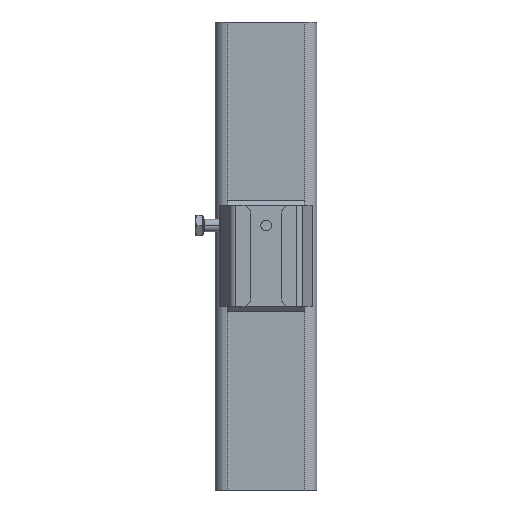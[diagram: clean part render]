
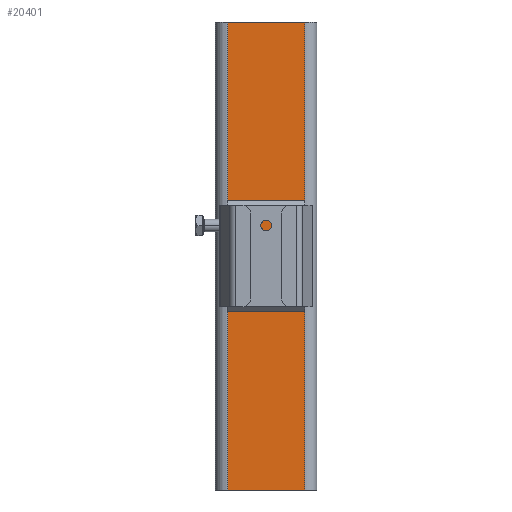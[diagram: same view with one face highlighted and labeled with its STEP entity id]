
A CAD part, front view. The second image highlights one B-rep face of the part: STEP entity #20401.
In plain terms, the highlighted planar face has unit normal (0, -1, 0).
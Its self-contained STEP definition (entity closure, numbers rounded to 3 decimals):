
#13 = DIRECTION ( 'NONE',  ( -1., 0., 0. ) ) ;
#533 = DIRECTION ( 'NONE',  ( 0., 1., 0. ) ) ;
#2247 = CARTESIAN_POINT ( 'NONE',  ( 0., -60., -300. ) ) ;
#3751 = ORIENTED_EDGE ( 'NONE', *, *, #7476, .F. ) ;
#4956 = AXIS2_PLACEMENT_3D ( 'NONE', #17484, #533, #13 ) ;
#5018 = CARTESIAN_POINT ( 'NONE',  ( 0., -60., 0. ) ) ;
#5217 = FACE_OUTER_BOUND ( 'NONE', #23675, .T. ) ;
#5951 = ORIENTED_EDGE ( 'NONE', *, *, #13371, .T. ) ;
#6052 = LINE ( 'NONE', #2247, #20736 ) ;
#6124 = VECTOR ( 'NONE', #22457, 1000. ) ;
#6215 = VERTEX_POINT ( 'NONE', #17258 ) ;
#7476 = EDGE_CURVE ( 'NONE', #6215, #9941, #22589, .T. ) ;
#8087 = VERTEX_POINT ( 'NONE', #23270 ) ;
#8651 = CARTESIAN_POINT ( 'NONE',  ( 24.7, -60., -300. ) ) ;
#8981 = DIRECTION ( 'NONE',  ( -1., 0., 0. ) ) ;
#9941 = VERTEX_POINT ( 'NONE', #8651 ) ;
#10052 = CARTESIAN_POINT ( 'NONE',  ( -24.7, -60., -300. ) ) ;
#11622 = LINE ( 'NONE', #10052, #22346 ) ;
#13139 = CARTESIAN_POINT ( 'NONE',  ( 24.7, -60., -300. ) ) ;
#13371 = EDGE_CURVE ( 'NONE', #6215, #8087, #22556, .T. ) ;
#14248 = VERTEX_POINT ( 'NONE', #24317 ) ;
#15770 = DIRECTION ( 'NONE',  ( -1., 0., 0. ) ) ;
#17258 = CARTESIAN_POINT ( 'NONE',  ( 24.7, -60., 0. ) ) ;
#17484 = CARTESIAN_POINT ( 'NONE',  ( 32.5, -60., -300. ) ) ;
#18252 = ORIENTED_EDGE ( 'NONE', *, *, #23430, .F. ) ;
#20401 = ADVANCED_FACE ( 'NONE', ( #5217 ), #20948, .F. ) ;
#20736 = VECTOR ( 'NONE', #15770, 1000. ) ;
#20948 = PLANE ( 'NONE',  #4956 ) ;
#20985 = ORIENTED_EDGE ( 'NONE', *, *, #22815, .F. ) ;
#22346 = VECTOR ( 'NONE', #23903, 1000. ) ;
#22457 = DIRECTION ( 'NONE',  ( 0., 0., -1. ) ) ;
#22556 = LINE ( 'NONE', #5018, #24419 ) ;
#22589 = LINE ( 'NONE', #13139, #6124 ) ;
#22815 = EDGE_CURVE ( 'NONE', #14248, #8087, #11622, .T. ) ;
#23270 = CARTESIAN_POINT ( 'NONE',  ( -24.7, -60., 0. ) ) ;
#23430 = EDGE_CURVE ( 'NONE', #9941, #14248, #6052, .T. ) ;
#23675 = EDGE_LOOP ( 'NONE', ( #20985, #18252, #3751, #5951 ) ) ;
#23903 = DIRECTION ( 'NONE',  ( 0., 0., 1. ) ) ;
#24317 = CARTESIAN_POINT ( 'NONE',  ( -24.7, -60., -300. ) ) ;
#24419 = VECTOR ( 'NONE', #8981, 1000. ) ;
